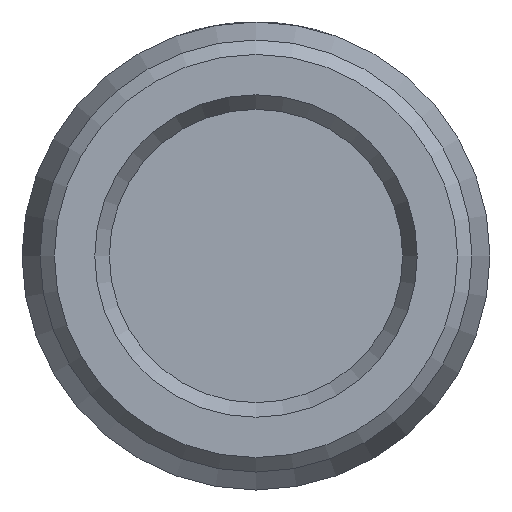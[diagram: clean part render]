
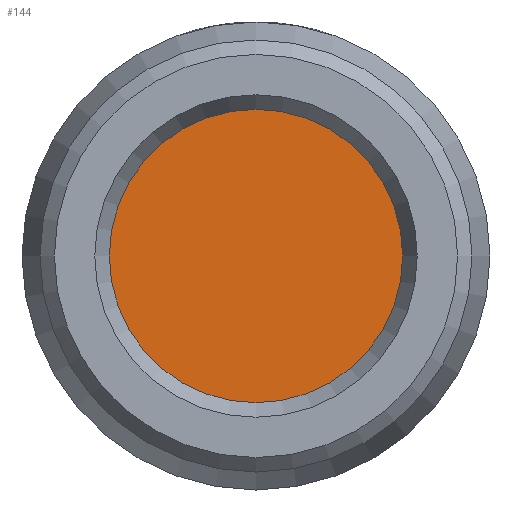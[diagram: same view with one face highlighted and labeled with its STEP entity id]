
A CAD part, front view. The second image highlights one B-rep face of the part: STEP entity #144.
In plain terms, the highlighted planar face has unit normal (0, -1, 0).
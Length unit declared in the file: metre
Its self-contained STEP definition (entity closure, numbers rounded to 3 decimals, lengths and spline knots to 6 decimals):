
#144 = ADVANCED_FACE( 'NONE', ( #323 ), #324, .T. );
#323 = FACE_OUTER_BOUND( '', #761, .T. );
#324 = PLANE( '', #762 );
#761 = EDGE_LOOP( '', ( #1149 ) );
#762 = AXIS2_PLACEMENT_3D( '', #1150, #1151, #1152 );
#1149 = ORIENTED_EDGE( '', *, *, #1480, .T. );
#1150 = CARTESIAN_POINT( '', ( 0., 0.0008, 0. ) );
#1151 = DIRECTION( '', ( 0., -1., 0. ) );
#1152 = DIRECTION( '', ( 0., 0., -1. ) );
#1480 = EDGE_CURVE( 'NONE', #1746, #1746, #1747, .T. );
#1746 = VERTEX_POINT( '', #2334 );
#1747 = CIRCLE( '', #2335, 0.004075 );
#2334 = CARTESIAN_POINT( '', ( 0.004075, 0.0008, 0. ) );
#2335 = AXIS2_PLACEMENT_3D( '', #2491, #2492, #2493 );
#2491 = CARTESIAN_POINT( '', ( 0., 0.0008, 0. ) );
#2492 = DIRECTION( '', ( 0., -1., 0. ) );
#2493 = DIRECTION( '', ( 1., 0., 0. ) );
